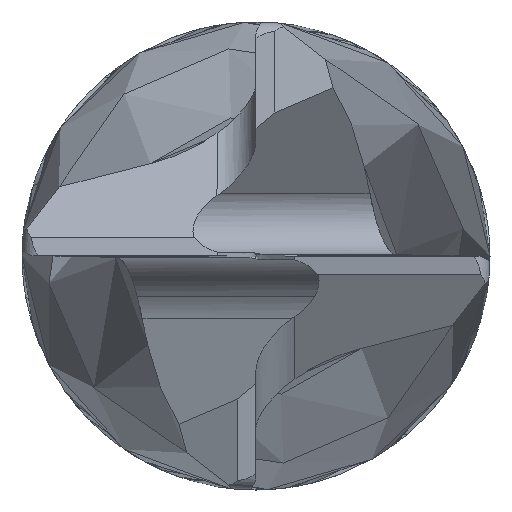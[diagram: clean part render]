
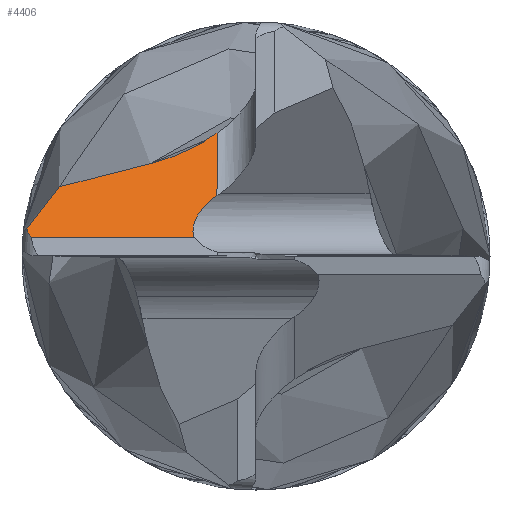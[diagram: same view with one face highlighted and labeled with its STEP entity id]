
A CAD part, front view. The second image highlights one B-rep face of the part: STEP entity #4406.
In plain terms, the highlighted planar face has unit normal (0, -0.866, 0.5).
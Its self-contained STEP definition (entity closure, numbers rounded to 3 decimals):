
#84 = EDGE_CURVE ( 'NONE', #1119, #3967, #4864, .T. ) ;
#110 = CARTESIAN_POINT ( 'NONE',  ( -5.873, -49.78, 0.697 ) ) ;
#142 = CARTESIAN_POINT ( 'NONE',  ( -1.712, -49.719, 0.802 ) ) ;
#259 = B_SPLINE_CURVE_WITH_KNOTS ( 'NONE', 3,
 ( #1155, #2381, #2457, #867 ),
 .UNSPECIFIED., .F., .F.,
 ( 4, 4 ),
 ( 0., 0. ),
 .UNSPECIFIED. ) ;
#362 = CARTESIAN_POINT ( 'NONE',  ( -1.525, -48.557, 2.815 ) ) ;
#478 = EDGE_CURVE ( 'NONE', #3040, #2834, #4836, .T. ) ;
#527 = CARTESIAN_POINT ( 'NONE',  ( -5.342, -49.362, 1.42 ) ) ;
#606 = CARTESIAN_POINT ( 'NONE',  ( -1.583, -49.912, 0.469 ) ) ;
#641 = CARTESIAN_POINT ( 'NONE',  ( -1., -49.288, 1.549 ) ) ;
#707 = B_SPLINE_CURVE_WITH_KNOTS ( 'NONE', 3,
 ( #110, #4576, #527, #4869 ),
 .UNSPECIFIED., .F., .F.,
 ( 4, 4 ),
 ( 0., 0.002 ),
 .UNSPECIFIED. ) ;
#728 = CARTESIAN_POINT ( 'NONE',  ( -3.497, -48.92, 2.187 ) ) ;
#821 = DIRECTION ( 'NONE',  ( 0., 0.5, 0.866 ) ) ;
#855 = ORIENTED_EDGE ( 'NONE', *, *, #84, .F. ) ;
#867 = CARTESIAN_POINT ( 'NONE',  ( -5.873, -49.78, 0.697 ) ) ;
#1091 = VECTOR ( 'NONE', #5112, 1000. ) ;
#1119 = VERTEX_POINT ( 'NONE', #3569 ) ;
#1153 = CARTESIAN_POINT ( 'NONE',  ( -2.093, -48.71, 2.55 ) ) ;
#1155 = CARTESIAN_POINT ( 'NONE',  ( -5.765, -49.912, 0.469 ) ) ;
#1256 = DIRECTION ( 'NONE',  ( 0., -0.866, 0.5 ) ) ;
#1324 = CARTESIAN_POINT ( 'NONE',  ( -5.765, -49.912, 0.469 ) ) ;
#1339 = VECTOR ( 'NONE', #821, 1000. ) ;
#1485 = ORIENTED_EDGE ( 'NONE', *, *, #478, .T. ) ;
#1633 = FACE_OUTER_BOUND ( 'NONE', #3630, .T. ) ;
#1813 = ORIENTED_EDGE ( 'NONE', *, *, #3286, .F. ) ;
#2042 = AXIS2_PLACEMENT_3D ( 'NONE', #2378, #1256, #3579 ) ;
#2074 = ORIENTED_EDGE ( 'NONE', *, *, #2209, .F. ) ;
#2131 = CARTESIAN_POINT ( 'NONE',  ( -1.494, -49.487, 1.205 ) ) ;
#2209 = EDGE_CURVE ( 'NONE', #2988, #1119, #707, .T. ) ;
#2325 = CARTESIAN_POINT ( 'NONE',  ( -1., -48.363, 3.151 ) ) ;
#2351 = CARTESIAN_POINT ( 'NONE',  ( -2.71, -48.815, 2.369 ) ) ;
#2378 = CARTESIAN_POINT ( 'NONE',  ( -6.161, -49.912, 0.469 ) ) ;
#2381 = CARTESIAN_POINT ( 'NONE',  ( -5.818, -49.872, 0.538 ) ) ;
#2403 = CARTESIAN_POINT ( 'NONE',  ( -6.161, -49.912, 0.469 ) ) ;
#2457 = CARTESIAN_POINT ( 'NONE',  ( -5.851, -49.827, 0.616 ) ) ;
#2545 = EDGE_CURVE ( 'NONE', #4837, #4681, #4314, .T. ) ;
#2634 = EDGE_CURVE ( 'NONE', #3040, #4681, #3165, .T. ) ;
#2649 = CARTESIAN_POINT ( 'NONE',  ( -1., -49.288, 1.549 ) ) ;
#2834 = VERTEX_POINT ( 'NONE', #3265 ) ;
#2870 = PLANE ( 'NONE',  #2042 ) ;
#2910 = B_SPLINE_CURVE_WITH_KNOTS ( 'NONE', 3,
 ( #4748, #4636, #1153, #362, #5057, #2325 ),
 .UNSPECIFIED., .F., .F.,
 ( 4, 2, 4 ),
 ( 0., 0.001, 0.002 ),
 .UNSPECIFIED. ) ;
#2988 = VERTEX_POINT ( 'NONE', #4885 ) ;
#3040 = VERTEX_POINT ( 'NONE', #641 ) ;
#3052 = EDGE_CURVE ( 'NONE', #3967, #2834, #2910, .T. ) ;
#3165 =( BOUNDED_CURVE ( )  B_SPLINE_CURVE ( 3, ( #2649, #2131, #142, #606 ),
 .UNSPECIFIED., .F., .T. ) 
 B_SPLINE_CURVE_WITH_KNOTS ( ( 4, 4 ),
 ( 5.054, 6.196 ),
 .UNSPECIFIED. ) 
 CURVE ( )  GEOMETRIC_REPRESENTATION_ITEM ( )  RATIONAL_B_SPLINE_CURVE ( ( 1., 0.894, 0.894, 1. ) ) 
 REPRESENTATION_ITEM ( '' )  );
#3265 = CARTESIAN_POINT ( 'NONE',  ( -1., -48.363, 3.151 ) ) ;
#3286 = EDGE_CURVE ( 'NONE', #4837, #2988, #259, .T. ) ;
#3569 = CARTESIAN_POINT ( 'NONE',  ( -5.054, -49.161, 1.769 ) ) ;
#3579 = DIRECTION ( 'NONE',  ( 0., -0.5, -0.866 ) ) ;
#3630 = EDGE_LOOP ( 'NONE', ( #3839, #1485, #4624, #855, #2074, #1813, #5078 ) ) ;
#3839 = ORIENTED_EDGE ( 'NONE', *, *, #2634, .F. ) ;
#3967 = VERTEX_POINT ( 'NONE', #4659 ) ;
#4285 = CARTESIAN_POINT ( 'NONE',  ( -4.279, -49.034, 1.988 ) ) ;
#4314 = LINE ( 'NONE', #2403, #1091 ) ;
#4341 = CARTESIAN_POINT ( 'NONE',  ( -5.054, -49.161, 1.769 ) ) ;
#4406 = ADVANCED_FACE ( 'NONE', ( #1633 ), #2870, .T. ) ;
#4427 = CARTESIAN_POINT ( 'NONE',  ( -1., -47.857, 4.028 ) ) ;
#4510 = CARTESIAN_POINT ( 'NONE',  ( -1.583, -49.912, 0.469 ) ) ;
#4576 = CARTESIAN_POINT ( 'NONE',  ( -5.615, -49.569, 1.063 ) ) ;
#4624 = ORIENTED_EDGE ( 'NONE', *, *, #3052, .F. ) ;
#4636 = CARTESIAN_POINT ( 'NONE',  ( -2.392, -48.772, 2.442 ) ) ;
#4659 = CARTESIAN_POINT ( 'NONE',  ( -2.71, -48.815, 2.369 ) ) ;
#4681 = VERTEX_POINT ( 'NONE', #4510 ) ;
#4748 = CARTESIAN_POINT ( 'NONE',  ( -2.71, -48.815, 2.369 ) ) ;
#4836 = LINE ( 'NONE', #4427, #1339 ) ;
#4837 = VERTEX_POINT ( 'NONE', #1324 ) ;
#4864 = B_SPLINE_CURVE_WITH_KNOTS ( 'NONE', 3,
 ( #4341, #4285, #728, #2351 ),
 .UNSPECIFIED., .F., .F.,
 ( 4, 4 ),
 ( 0., 0.002 ),
 .UNSPECIFIED. ) ;
#4869 = CARTESIAN_POINT ( 'NONE',  ( -5.054, -49.161, 1.769 ) ) ;
#4885 = CARTESIAN_POINT ( 'NONE',  ( -5.873, -49.78, 0.697 ) ) ;
#5057 = CARTESIAN_POINT ( 'NONE',  ( -1.254, -48.465, 2.974 ) ) ;
#5078 = ORIENTED_EDGE ( 'NONE', *, *, #2545, .T. ) ;
#5112 = DIRECTION ( 'NONE',  ( 1., 0., 0. ) ) ;
